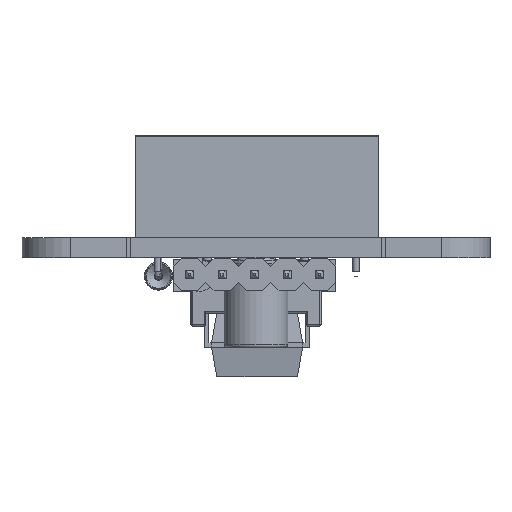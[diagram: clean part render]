
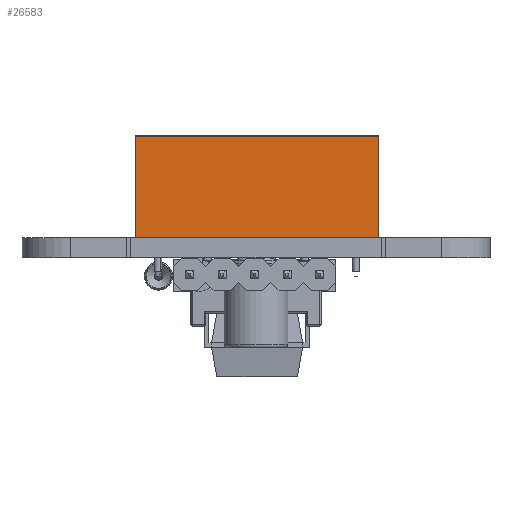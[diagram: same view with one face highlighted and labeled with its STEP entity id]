
A CAD part, left-side view. The second image highlights one B-rep face of the part: STEP entity #26583.
In plain terms, the highlighted planar face has unit normal (-1, 0, 0).
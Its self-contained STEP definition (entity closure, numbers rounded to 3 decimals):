
#715=PLANE('',#28585);
#1941=FACE_OUTER_BOUND('',#3762,.T.);
#3762=EDGE_LOOP('',(#19014,#19015,#19016,#19017));
#5360=LINE('',#39044,#8282);
#5364=LINE('',#39053,#8286);
#5366=LINE('',#39057,#8288);
#5367=LINE('',#39058,#8289);
#8282=VECTOR('',#31612,10.);
#8286=VECTOR('',#31620,10.);
#8288=VECTOR('',#31624,10.);
#8289=VECTOR('',#31625,10.);
#12129=VERTEX_POINT('',#39038);
#12131=VERTEX_POINT('',#39042);
#12134=VERTEX_POINT('',#39052);
#12135=VERTEX_POINT('',#39056);
#14718=EDGE_CURVE('',#12131,#12129,#5360,.T.);
#14722=EDGE_CURVE('',#12131,#12134,#5364,.T.);
#14724=EDGE_CURVE('',#12129,#12135,#5366,.T.);
#14725=EDGE_CURVE('',#12134,#12135,#5367,.T.);
#19014=ORIENTED_EDGE('',*,*,#14724,.F.);
#19015=ORIENTED_EDGE('',*,*,#14718,.F.);
#19016=ORIENTED_EDGE('',*,*,#14722,.T.);
#19017=ORIENTED_EDGE('',*,*,#14725,.T.);
#26583=ADVANCED_FACE('',(#1941),#715,.T.);
#28585=AXIS2_PLACEMENT_3D('',#39055,#31622,#31623);
#31612=DIRECTION('',(0.,0.,1.));
#31620=DIRECTION('',(0.,-1.,0.));
#31622=DIRECTION('center_axis',(-1.,0.,0.));
#31623=DIRECTION('ref_axis',(0.,-1.,0.));
#31624=DIRECTION('',(0.,-1.,0.));
#31625=DIRECTION('',(0.,0.,1.));
#39038=CARTESIAN_POINT('',(-25.4,13.26,7.9));
#39042=CARTESIAN_POINT('',(-25.4,13.26,0.));
#39044=CARTESIAN_POINT('',(-25.4,13.26,0.));
#39052=CARTESIAN_POINT('',(-25.4,-5.74,0.));
#39053=CARTESIAN_POINT('',(-25.4,13.26,0.));
#39055=CARTESIAN_POINT('Origin',(-25.4,13.26,0.));
#39056=CARTESIAN_POINT('',(-25.4,-5.74,7.9));
#39057=CARTESIAN_POINT('',(-25.4,8.51,7.9));
#39058=CARTESIAN_POINT('',(-25.4,-5.74,0.));
